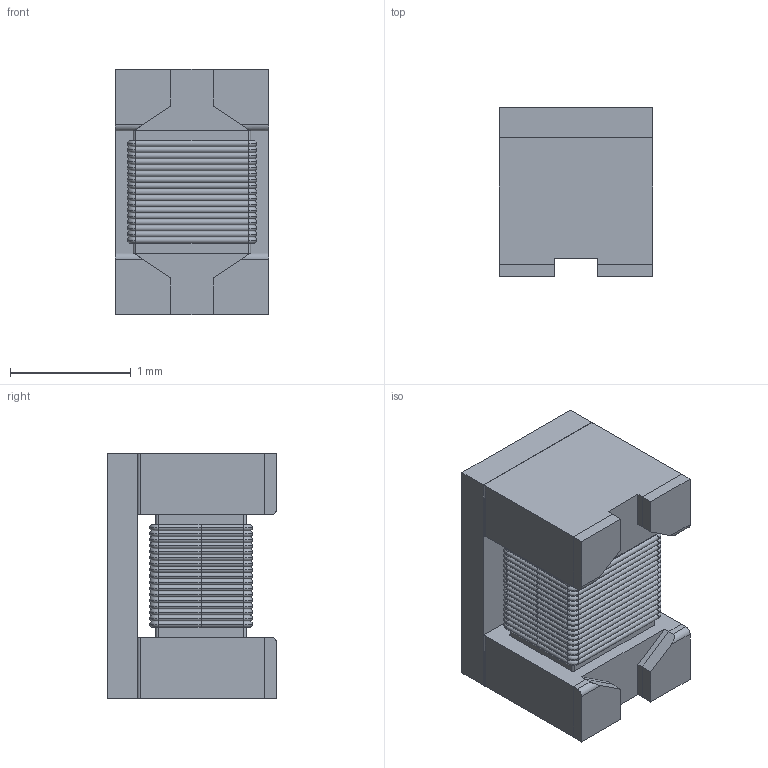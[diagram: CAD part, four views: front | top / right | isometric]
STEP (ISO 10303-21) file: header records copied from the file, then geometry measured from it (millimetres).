
FILE_DESCRIPTION (( 'STEP AP214' ), '1' );
FILE_NAME ('0805USBF-901MRC.STEP', '2022-05-16T23:10:28', ( '' ), ( '' ), 'SwSTEP 2.0', 'SolidWorks 2017', '' );
FILE_SCHEMA (( 'AUTOMOTIVE_DESIGN' ));
Length unit declared in the file: millimetre
Products named in the file (1): 0805USBF-901MRC
Bounding box: 1.27 x 1.4 x 2.03 mm (x, y, z)
Volume: 2.9 mm3; surface area: 30.7 mm2
Topology: 23 solids, 23 shells, 380 faces, 928 edges, 562 vertices
Faces by surface type: cylinder 182, torus 136, plane 62
Entity records: 11590 total; most frequent: DIRECTION 2284, CARTESIAN_POINT 1883, ORIENTED_EDGE 1856, AXIS2_PLACEMENT_3D 979, EDGE_CURVE 928, CIRCLE 598, VERTEX_POINT 562, EDGE_LOOP 382
